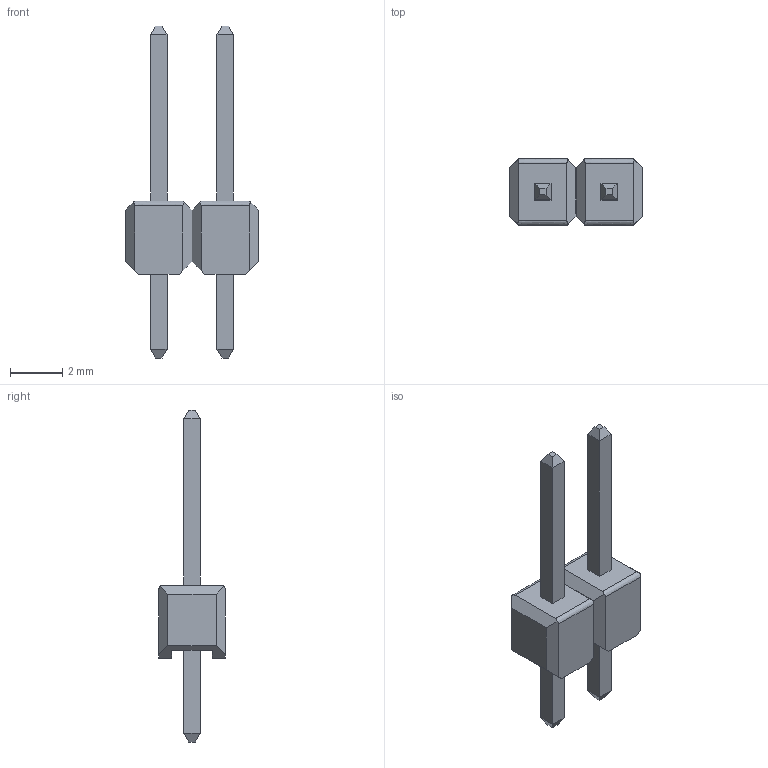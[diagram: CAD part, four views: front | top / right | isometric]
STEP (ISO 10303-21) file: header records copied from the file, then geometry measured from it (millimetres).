
FILE_DESCRIPTION(/* description */ (''),/* implementation_level */ '2;1');
FILE_NAME(/* name */ 'PINHEA~2',/* time_stamp */ '2014-06-14T09:54:12+02:00',/* author */ (''),/* organization */ (''),/* preprocessor_version */ 'ST-DEVELOPER v14',/* originating_system */ '',/* authorisation */ '');
FILE_SCHEMA (('AUTOMOTIVE_DESIGN'));
Length unit declared in the file: millimetre
Products named in the file (1): Document
Bounding box: 5.08 x 2.54 x 12.7 mm (x, y, z)
Volume: 9.8 mm3; surface area: 140.3 mm2
Topology: 2 solids, 4 shells, 74 faces, 195 edges, 129 vertices
Faces by surface type: plane 66, bspline 8
Entity records: 4749 total; most frequent: CARTESIAN_POINT 2049, B_SPLINE_CURVE_WITH_KNOTS 555, ORIENTED_EDGE 368, PCURVE 368, DEFINITIONAL_REPRESENTATION 368, SURFACE_CURVE 188, EDGE_CURVE 188, VERTEX_POINT 120
